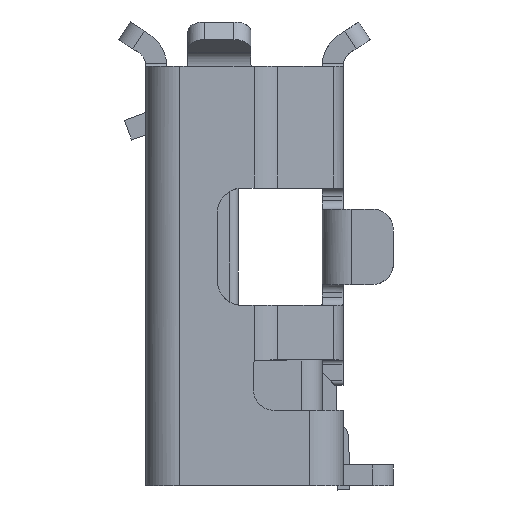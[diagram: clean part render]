
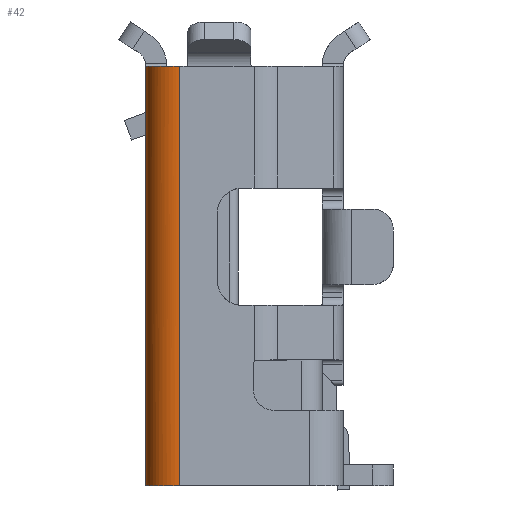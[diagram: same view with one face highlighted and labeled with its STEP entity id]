
A CAD part, left-side view. The second image highlights one B-rep face of the part: STEP entity #42.
In plain terms, the highlighted cylindrical face has radius 0.4 mm (diameter 0.8 mm), a partial arc.
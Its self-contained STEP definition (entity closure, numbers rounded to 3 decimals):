
#10 = CARTESIAN_POINT ( 'NONE',  ( 71.3, 2.4, 0.3 ) ) ;
#42 = ADVANCED_FACE ( 'NONE', ( #1737 ), #22578, .T. ) ;
#1664 = CARTESIAN_POINT ( 'NONE',  ( 71.38, 2.646, 5.3 ) ) ;
#1737 = FACE_OUTER_BOUND ( 'NONE', #10191, .T. ) ;
#1903 = ORIENTED_EDGE ( 'NONE', *, *, #12064, .T. ) ;
#2137 = VERTEX_POINT ( 'NONE', #20353 ) ;
#2169 = CARTESIAN_POINT ( 'NONE',  ( 71.3, 2.4, 0.3 ) ) ;
#2587 = CARTESIAN_POINT ( 'NONE',  ( 71.595, 2.8, 0.3 ) ) ;
#3370 = CARTESIAN_POINT ( 'NONE',  ( 71.7, 2.4, 5.4 ) ) ;
#3759 = CARTESIAN_POINT ( 'NONE',  ( 71.31, 2.505, 5.3 ) ) ;
#4200 = CARTESIAN_POINT ( 'NONE',  ( 71.3, 2.4, 3.633 ) ) ;
#5384 = B_SPLINE_CURVE_WITH_KNOTS ( 'NONE', 3,
 ( #18201, #14015, #9937, #24508, #12009, #26582, #14110, #1664, #16203, #3759, #18296, #5827 ),
 .UNSPECIFIED., .F., .F.,
 ( 4, 2, 2, 2, 2, 4 ),
 ( 0., 0.25, 0.375, 0.5, 0.75, 1. ),
 .UNSPECIFIED. ) ;
#5827 = CARTESIAN_POINT ( 'NONE',  ( 71.3, 2.4, 5.3 ) ) ;
#6774 = CARTESIAN_POINT ( 'NONE',  ( 71.343, 2.609, 0.3 ) ) ;
#7546 = DIRECTION ( 'NONE',  ( 0., 0., -1. ) ) ;
#7998 = VERTEX_POINT ( 'NONE', #2169 ) ;
#8845 = CARTESIAN_POINT ( 'NONE',  ( 71.3, 2.4, 0.3 ) ) ;
#8887 = ORIENTED_EDGE ( 'NONE', *, *, #10559, .F. ) ;
#9012 = ORIENTED_EDGE ( 'NONE', *, *, #10242, .F. ) ;
#9323 = CARTESIAN_POINT ( 'NONE',  ( 71.7, 2.8, 5.3 ) ) ;
#9937 = CARTESIAN_POINT ( 'NONE',  ( 71.595, 2.789, 5.3 ) ) ;
#10191 = EDGE_LOOP ( 'NONE', ( #26133, #1903, #8887, #9012 ) ) ;
#10242 = EDGE_CURVE ( 'NONE', #23090, #17036, #18664, .T. ) ;
#10559 = EDGE_CURVE ( 'NONE', #17036, #2137, #5384, .T. ) ;
#12009 = CARTESIAN_POINT ( 'NONE',  ( 71.5, 2.748, 5.3 ) ) ;
#12064 = EDGE_CURVE ( 'NONE', #7998, #2137, #25403, .T. ) ;
#12122 = AXIS2_PLACEMENT_3D ( 'NONE', #3370, #7546, #17917 ) ;
#12757 = EDGE_CURVE ( 'NONE', #23090, #7998, #21132, .T. ) ;
#13106 = VECTOR ( 'NONE', #14182, 1000. ) ;
#14015 = CARTESIAN_POINT ( 'NONE',  ( 71.648, 2.8, 5.3 ) ) ;
#14110 = CARTESIAN_POINT ( 'NONE',  ( 71.436, 2.701, 5.3 ) ) ;
#14182 = DIRECTION ( 'NONE',  ( 0., 0., 1. ) ) ;
#16203 = CARTESIAN_POINT ( 'NONE',  ( 71.351, 2.601, 5.3 ) ) ;
#16600 = CARTESIAN_POINT ( 'NONE',  ( 71.7, 2.8, 0.3 ) ) ;
#17036 = VERTEX_POINT ( 'NONE', #9323 ) ;
#17135 = CARTESIAN_POINT ( 'NONE',  ( 71.7, 2.8, 0.3 ) ) ;
#17917 = DIRECTION ( 'NONE',  ( -1., 0., 0. ) ) ;
#18201 = CARTESIAN_POINT ( 'NONE',  ( 71.7, 2.8, 5.3 ) ) ;
#18296 = CARTESIAN_POINT ( 'NONE',  ( 71.3, 2.454, 5.3 ) ) ;
#18664 = LINE ( 'NONE', #22480, #13106 ) ;
#18738 = CARTESIAN_POINT ( 'NONE',  ( 71.3, 2.4, 5.3 ) ) ;
#19243 = CARTESIAN_POINT ( 'NONE',  ( 71.491, 2.757, 0.3 ) ) ;
#20353 = CARTESIAN_POINT ( 'NONE',  ( 71.3, 2.4, 5.3 ) ) ;
#21132 = B_SPLINE_CURVE_WITH_KNOTS ( 'NONE', 3,
 ( #17135, #2587, #19243, #6774, #21333, #8845 ),
 .UNSPECIFIED., .F., .F.,
 ( 4, 2, 4 ),
 ( 0., 0.5, 1. ),
 .UNSPECIFIED. ) ;
#21333 = CARTESIAN_POINT ( 'NONE',  ( 71.3, 2.505, 0.3 ) ) ;
#22480 = CARTESIAN_POINT ( 'NONE',  ( 71.7, 2.8, 2.8 ) ) ;
#22578 = CYLINDRICAL_SURFACE ( 'NONE', #12122, 0.4 ) ;
#23090 = VERTEX_POINT ( 'NONE', #16600 ) ;
#24508 = CARTESIAN_POINT ( 'NONE',  ( 71.523, 2.76, 5.3 ) ) ;
#24941 = CARTESIAN_POINT ( 'NONE',  ( 71.3, 2.4, 1.967 ) ) ;
#25403 = B_SPLINE_CURVE_WITH_KNOTS ( 'NONE', 3,
 ( #10, #24941, #4200, #18738 ),
 .UNSPECIFIED., .F., .F.,
 ( 4, 4 ),
 ( 0., 1. ),
 .UNSPECIFIED. ) ;
#26133 = ORIENTED_EDGE ( 'NONE', *, *, #12757, .T. ) ;
#26582 = CARTESIAN_POINT ( 'NONE',  ( 71.457, 2.719, 5.3 ) ) ;
